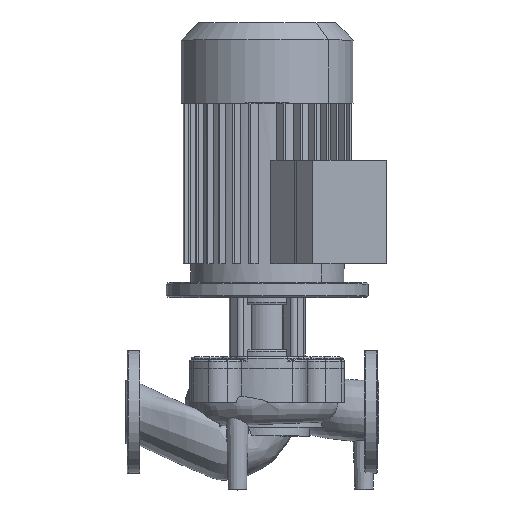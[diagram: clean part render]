
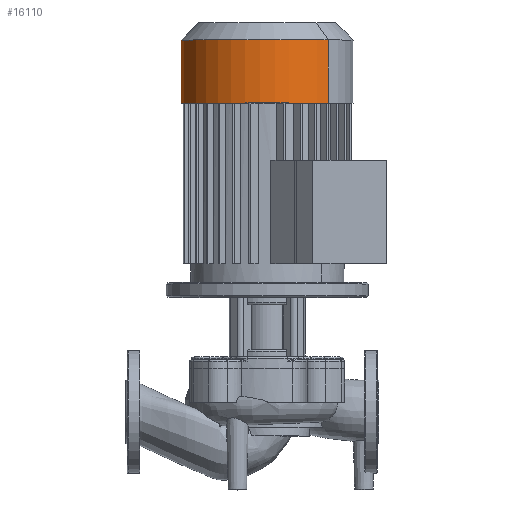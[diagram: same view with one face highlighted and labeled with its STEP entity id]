
A CAD part, top view. The second image highlights one B-rep face of the part: STEP entity #16110.
In plain terms, the highlighted cylindrical face has radius 116 mm (diameter 232 mm), a partial arc.
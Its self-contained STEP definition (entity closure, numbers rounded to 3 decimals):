
#11716=CARTESIAN_POINT('',(272.024,415.0,82.024));
#11717=VERTEX_POINT('',#11716);
#11718=CARTESIAN_POINT('',(272.024,499.8,82.024));
#11719=VERTEX_POINT('',#11718);
#11720=CARTESIAN_POINT('',(272.024,415.0,82.024));
#11721=DIRECTION('',(0.0,1.0,0.0));
#11722=VECTOR('',#11721,84.8);
#11723=LINE('',#11720,#11722);
#11724=EDGE_CURVE('',#11717,#11719,#11723,.T.);
#11726=CARTESIAN_POINT('',(107.976,415.0,-82.024));
#11727=VERTEX_POINT('',#11726);
#11735=CARTESIAN_POINT('',(107.976,499.8,-82.024));
#11736=VERTEX_POINT('',#11735);
#11737=CARTESIAN_POINT('',(107.976,415.0,-82.024));
#11738=DIRECTION('',(0.0,1.0,0.0));
#11739=VECTOR('',#11738,84.8);
#11740=LINE('',#11737,#11739);
#11741=EDGE_CURVE('',#11727,#11736,#11740,.T.);
#14659=CARTESIAN_POINT('',(190.0,415.0,0.0));
#14660=DIRECTION('',(0.0,1.,0.0));
#14661=DIRECTION('',(0.707,0.0,0.707));
#14662=AXIS2_PLACEMENT_3D('',#14659,#14660,#14661);
#14663=CIRCLE('',#14662,116.0);
#14664=EDGE_CURVE('',#11727,#11717,#14663,.T.);
#16089=CARTESIAN_POINT('',(190.0,499.8,0.0));
#16090=DIRECTION('',(0.0,1.,0.0));
#16091=DIRECTION('',(0.707,0.0,0.707));
#16092=AXIS2_PLACEMENT_3D('',#16089,#16090,#16091);
#16093=CIRCLE('',#16092,116.0);
#16094=EDGE_CURVE('',#11736,#11719,#16093,.T.);
#16099=CARTESIAN_POINT('',(190.0,523.0,0.0));
#16100=DIRECTION('',(0.0,-1.0,0.0));
#16101=DIRECTION('',(0.707,0.0,0.707));
#16102=AXIS2_PLACEMENT_3D('',#16099,#16100,#16101);
#16103=CYLINDRICAL_SURFACE('',#16102,116.);
#16104=ORIENTED_EDGE('',*,*,#11724,.T.);
#16105=ORIENTED_EDGE('',*,*,#16094,.F.);
#16106=ORIENTED_EDGE('',*,*,#11741,.F.);
#16107=ORIENTED_EDGE('',*,*,#14664,.T.);
#16108=EDGE_LOOP('',(#16104,#16105,#16106,#16107));
#16109=FACE_OUTER_BOUND('',#16108,.T.);
#16110=ADVANCED_FACE('',(#16109),#16103,.T.);
